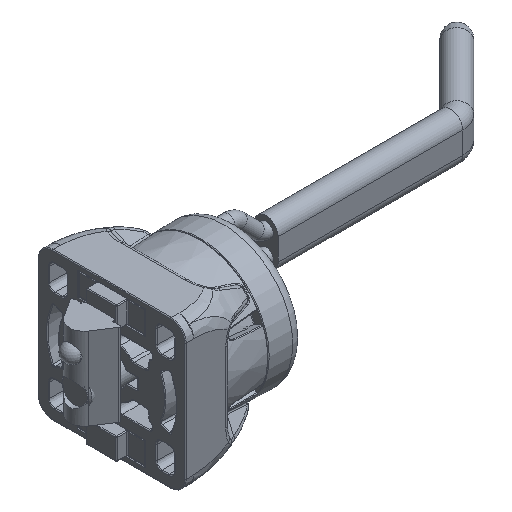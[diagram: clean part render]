
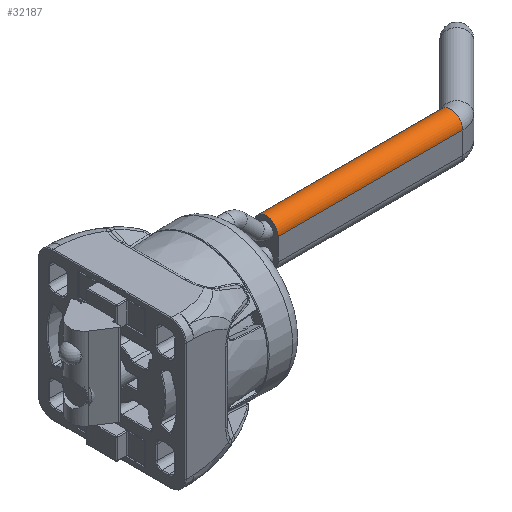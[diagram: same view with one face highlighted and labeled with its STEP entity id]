
A CAD part, isometric view. The second image highlights one B-rep face of the part: STEP entity #32187.
In plain terms, the highlighted cylindrical face has radius 3.25 mm (diameter 6.5 mm), a partial arc.
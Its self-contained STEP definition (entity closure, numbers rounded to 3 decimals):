
#2538=LINE('',#98013,#3688);
#2539=LINE('',#98016,#3689);
#3688=VECTOR('',#44360,1000.);
#3689=VECTOR('',#44363,1000.);
#4345=CYLINDRICAL_SURFACE('',#36015,3.25);
#6383=FACE_OUTER_BOUND('',#8542,.T.);
#8542=EDGE_LOOP('',(#29300,#29301,#29302,#29303));
#10666=CIRCLE('',#36016,3.25);
#10667=CIRCLE('',#36017,3.25);
#15083=VERTEX_POINT('',#98009);
#15084=VERTEX_POINT('',#98010);
#15085=VERTEX_POINT('',#98012);
#15086=VERTEX_POINT('',#98014);
#19847=EDGE_CURVE('',#15083,#15084,#10666,.T.);
#19848=EDGE_CURVE('',#15083,#15085,#2538,.T.);
#19849=EDGE_CURVE('',#15085,#15086,#10667,.T.);
#19850=EDGE_CURVE('',#15084,#15086,#2539,.T.);
#29300=ORIENTED_EDGE('',*,*,#19847,.F.);
#29301=ORIENTED_EDGE('',*,*,#19848,.T.);
#29302=ORIENTED_EDGE('',*,*,#19849,.T.);
#29303=ORIENTED_EDGE('',*,*,#19850,.F.);
#32187=ADVANCED_FACE('',(#6383),#4345,.T.);
#36015=AXIS2_PLACEMENT_3D('',#98008,#44356,#44357);
#36016=AXIS2_PLACEMENT_3D('',#98011,#44358,#44359);
#36017=AXIS2_PLACEMENT_3D('',#98015,#44361,#44362);
#44356=DIRECTION('center_axis',(0.,1.,0.));
#44357=DIRECTION('ref_axis',(0.,0.,1.));
#44358=DIRECTION('center_axis',(0.,-1.,0.));
#44359=DIRECTION('ref_axis',(0.,0.,
-1.));
#44360=DIRECTION('',(0.,1.,0.));
#44361=DIRECTION('center_axis',(0.,-1.,0.));
#44362=DIRECTION('ref_axis',(0.,0.,
-1.));
#44363=DIRECTION('',(0.,1.,0.));
#98008=CARTESIAN_POINT('Origin',(15.,-82.314,-7.));
#98009=CARTESIAN_POINT('',(18.25,-82.314,-7.));
#98010=CARTESIAN_POINT('',(11.75,-82.314,-7.));
#98011=CARTESIAN_POINT('Origin',(15.,-82.314,-7.));
#98012=CARTESIAN_POINT('',(18.25,-32.314,-7.));
#98013=CARTESIAN_POINT('',(18.25,-82.314,-7.));
#98014=CARTESIAN_POINT('',(11.75,-32.314,-7.));
#98015=CARTESIAN_POINT('Origin',(15.,-32.314,-7.));
#98016=CARTESIAN_POINT('',(11.75,-82.314,-7.));
